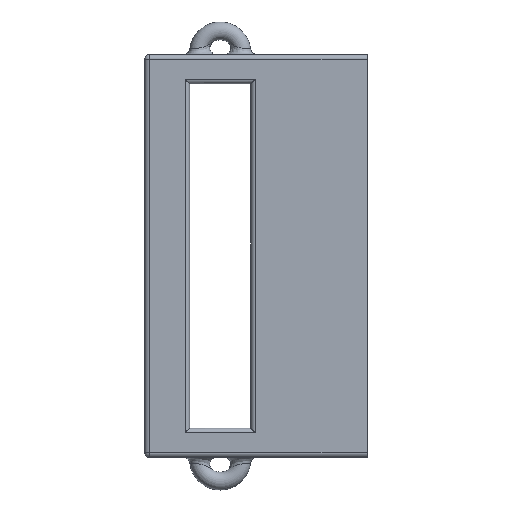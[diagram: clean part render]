
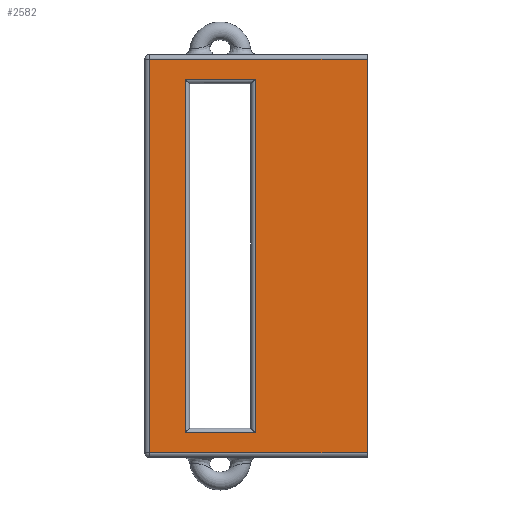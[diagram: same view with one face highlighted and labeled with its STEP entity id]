
A CAD part, left-side view. The second image highlights one B-rep face of the part: STEP entity #2582.
In plain terms, the highlighted planar face has unit normal (-1, 0, 0).
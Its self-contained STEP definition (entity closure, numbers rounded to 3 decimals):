
#7 = EDGE_CURVE ( 'NONE', #3354, #2773, #2019, .T. ) ;
#297 = ORIENTED_EDGE ( 'NONE', *, *, #1149, .T. ) ;
#439 = VECTOR ( 'NONE', #553, 1000. ) ;
#544 = CARTESIAN_POINT ( 'NONE',  ( -2.095, -8.624, 45. ) ) ;
#553 = DIRECTION ( 'NONE',  ( 0., 0., -1. ) ) ;
#559 = ORIENTED_EDGE ( 'NONE', *, *, #2162, .T. ) ;
#573 = LINE ( 'NONE', #1890, #439 ) ;
#612 = ORIENTED_EDGE ( 'NONE', *, *, #2501, .F. ) ;
#652 = DIRECTION ( 'NONE',  ( 0., 1., 0. ) ) ;
#724 = VERTEX_POINT ( 'NONE', #1445 ) ;
#726 = DIRECTION ( 'NONE',  ( 1., 0., 0. ) ) ;
#738 = EDGE_CURVE ( 'NONE', #2721, #1743, #1179, .T. ) ;
#781 = ORIENTED_EDGE ( 'NONE', *, *, #738, .T. ) ;
#843 = ORIENTED_EDGE ( 'NONE', *, *, #2710, .T. ) ;
#852 = CARTESIAN_POINT ( 'NONE',  ( -2.095, 11.726, 42.25 ) ) ;
#955 = EDGE_LOOP ( 'NONE', ( #2717, #1430, #1923, #781 ) ) ;
#1026 = FACE_BOUND ( 'NONE', #955, .T. ) ;
#1028 = VECTOR ( 'NONE', #2510, 1000. ) ;
#1129 = DIRECTION ( 'NONE',  ( 0., 0., -1. ) ) ;
#1149 = EDGE_CURVE ( 'NONE', #3241, #724, #573, .T. ) ;
#1179 = LINE ( 'NONE', #2040, #3234 ) ;
#1253 = CARTESIAN_POINT ( 'NONE',  ( -2.095, -8.624, 44.5 ) ) ;
#1271 = LINE ( 'NONE', #1253, #2917 ) ;
#1430 = ORIENTED_EDGE ( 'NONE', *, *, #7, .T. ) ;
#1445 = CARTESIAN_POINT ( 'NONE',  ( -2.095, 15.726, 0.5 ) ) ;
#1479 = LINE ( 'NONE', #3085, #1878 ) ;
#1502 = LINE ( 'NONE', #2363, #2699 ) ;
#1544 = DIRECTION ( 'NONE',  ( 0., -1., 0. ) ) ;
#1680 = VECTOR ( 'NONE', #1544, 1000. ) ;
#1743 = VERTEX_POINT ( 'NONE', #2376 ) ;
#1744 = CARTESIAN_POINT ( 'NONE',  ( -2.095, 15.726, 44.5 ) ) ;
#1752 = AXIS2_PLACEMENT_3D ( 'NONE', #3128, #726, #2882 ) ;
#1802 = DIRECTION ( 'NONE',  ( 0., 1., 0. ) ) ;
#1806 = LINE ( 'NONE', #3407, #1680 ) ;
#1832 = DIRECTION ( 'NONE',  ( 0., 0., 1. ) ) ;
#1878 = VECTOR ( 'NONE', #2854, 1000. ) ;
#1890 = CARTESIAN_POINT ( 'NONE',  ( -2.095, 15.726, 0. ) ) ;
#1923 = ORIENTED_EDGE ( 'NONE', *, *, #3266, .T. ) ;
#2019 = LINE ( 'NONE', #3080, #1028 ) ;
#2040 = CARTESIAN_POINT ( 'NONE',  ( -2.095, 11.226, 2.75 ) ) ;
#2094 = VERTEX_POINT ( 'NONE', #2441 ) ;
#2162 = EDGE_CURVE ( 'NONE', #724, #3018, #1806, .T. ) ;
#2347 = PLANE ( 'NONE',  #1752 ) ;
#2363 = CARTESIAN_POINT ( 'NONE',  ( -2.095, 11.726, 41.75 ) ) ;
#2376 = CARTESIAN_POINT ( 'NONE',  ( -2.095, 11.726, 2.75 ) ) ;
#2441 = CARTESIAN_POINT ( 'NONE',  ( -2.095, -8.624, 44.5 ) ) ;
#2447 = LINE ( 'NONE', #544, #2637 ) ;
#2501 = EDGE_CURVE ( 'NONE', #2094, #3018, #2447, .T. ) ;
#2510 = DIRECTION ( 'NONE',  ( 0., -1., 0. ) ) ;
#2582 = ADVANCED_FACE ( 'NONE', ( #1026, #3387 ), #2347, .F. ) ;
#2602 = CARTESIAN_POINT ( 'NONE',  ( -2.095, 3.876, 42.25 ) ) ;
#2637 = VECTOR ( 'NONE', #1129, 1000. ) ;
#2699 = VECTOR ( 'NONE', #1832, 1000. ) ;
#2710 = EDGE_CURVE ( 'NONE', #2094, #3241, #1271, .T. ) ;
#2717 = ORIENTED_EDGE ( 'NONE', *, *, #2778, .T. ) ;
#2721 = VERTEX_POINT ( 'NONE', #3162 ) ;
#2773 = VERTEX_POINT ( 'NONE', #2602 ) ;
#2778 = EDGE_CURVE ( 'NONE', #1743, #3354, #1502, .T. ) ;
#2854 = DIRECTION ( 'NONE',  ( 0., 0., -1. ) ) ;
#2882 = DIRECTION ( 'NONE',  ( 0., 0., -1. ) ) ;
#2917 = VECTOR ( 'NONE', #1802, 1000. ) ;
#2943 = EDGE_LOOP ( 'NONE', ( #297, #559, #612, #843 ) ) ;
#3018 = VERTEX_POINT ( 'NONE', #3247 ) ;
#3080 = CARTESIAN_POINT ( 'NONE',  ( -2.095, 4.376, 42.25 ) ) ;
#3085 = CARTESIAN_POINT ( 'NONE',  ( -2.095, 3.876, 45. ) ) ;
#3128 = CARTESIAN_POINT ( 'NONE',  ( -2.095, -8.624, 45. ) ) ;
#3162 = CARTESIAN_POINT ( 'NONE',  ( -2.095, 3.876, 2.75 ) ) ;
#3234 = VECTOR ( 'NONE', #652, 1000. ) ;
#3241 = VERTEX_POINT ( 'NONE', #1744 ) ;
#3247 = CARTESIAN_POINT ( 'NONE',  ( -2.095, -8.624, 0.5 ) ) ;
#3266 = EDGE_CURVE ( 'NONE', #2773, #2721, #1479, .T. ) ;
#3354 = VERTEX_POINT ( 'NONE', #852 ) ;
#3387 = FACE_OUTER_BOUND ( 'NONE', #2943, .T. ) ;
#3407 = CARTESIAN_POINT ( 'NONE',  ( -2.095, -8.624, 0.5 ) ) ;
